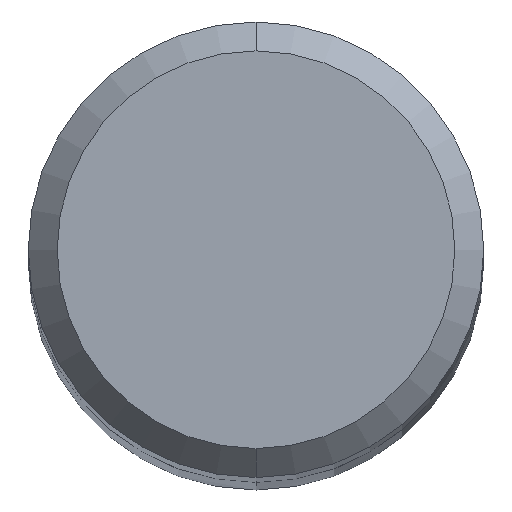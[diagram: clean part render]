
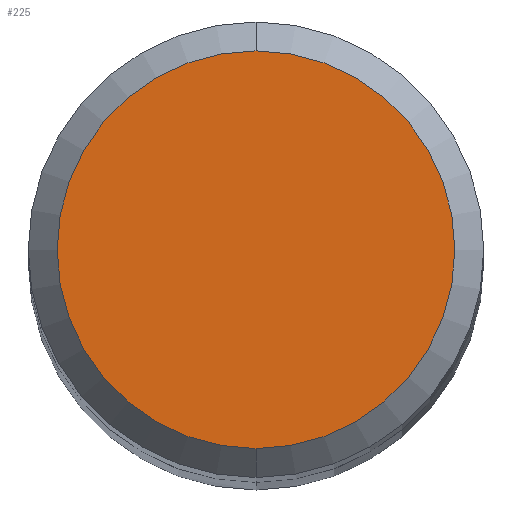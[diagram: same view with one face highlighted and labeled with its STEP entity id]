
A CAD part, top view. The second image highlights one B-rep face of the part: STEP entity #225.
In plain terms, the highlighted planar face has unit normal (0, 0, 1).
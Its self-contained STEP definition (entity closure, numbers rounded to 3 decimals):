
#163=EDGE_CURVE('',#195,#339,#424,.T.);
#179=EDGE_CURVE('',#339,#195,#443,.T.);
#195=VERTEX_POINT('',#459);
#225=ADVANCED_FACE('',(#492),#493,.T.);
#339=VERTEX_POINT('',#617);
#424=CIRCLE('',#702,2.75);
#443=CIRCLE('',#739,2.75);
#459=CARTESIAN_POINT('',(0.0,2.75,36.0));
#492=FACE_OUTER_BOUND('',#895,.T.);
#493=PLANE('',#896);
#617=CARTESIAN_POINT('',(0.,-2.75,36.0));
#702=AXIS2_PLACEMENT_3D('',#1293,#1294,#1295);
#739=AXIS2_PLACEMENT_3D('',#1324,#1325,#1326);
#895=EDGE_LOOP('',(#1369,#1370));
#896=AXIS2_PLACEMENT_3D('',#1371,#1372,#1373);
#1293=CARTESIAN_POINT('',(0.0,0.0,36.0));
#1294=DIRECTION('',(0.0,0.0,-1.0));
#1295=DIRECTION('',(0.0,1.0,0.0));
#1324=CARTESIAN_POINT('',(0.0,0.0,36.0));
#1325=DIRECTION('',(0.0,0.0,-1.0));
#1326=DIRECTION('',(0.0,1.0,0.0));
#1369=ORIENTED_EDGE('',*,*,#163,.F.);
#1370=ORIENTED_EDGE('',*,*,#179,.F.);
#1371=CARTESIAN_POINT('',(0.0,1.375,36.0));
#1372=DIRECTION('',(-0.0,0.0,1.0));
#1373=DIRECTION('',(0.0,-1.0,0.0));
